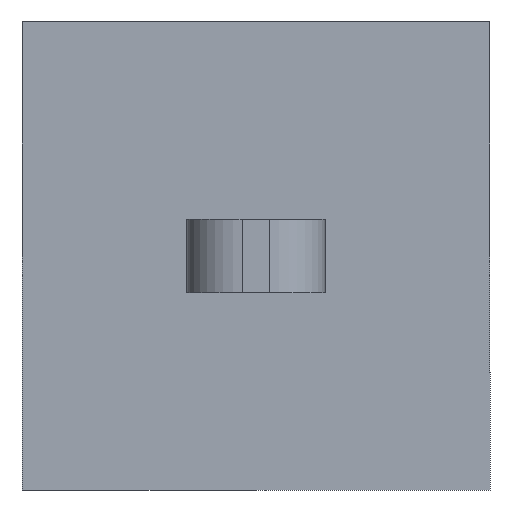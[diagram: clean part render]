
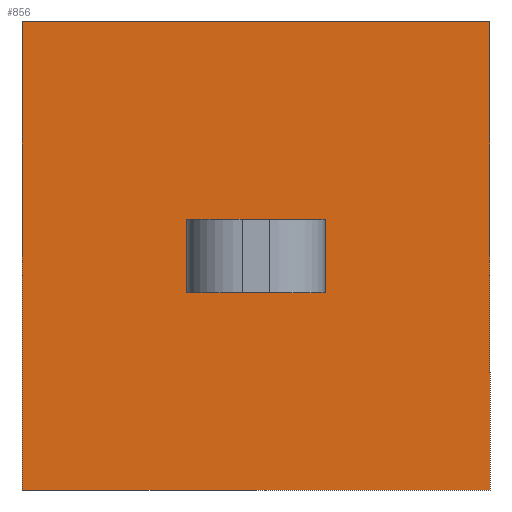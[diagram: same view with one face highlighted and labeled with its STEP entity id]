
A CAD part, front view. The second image highlights one B-rep face of the part: STEP entity #856.
In plain terms, the highlighted planar face has unit normal (0, -1, 0).
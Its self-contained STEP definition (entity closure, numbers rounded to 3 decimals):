
#34 = ORIENTED_EDGE ( 'NONE', *, *, #577, .F. ) ;
#37 = EDGE_CURVE ( 'NONE', #359, #700, #196, .T. ) ;
#40 = FACE_OUTER_BOUND ( 'NONE', #943, .T. ) ;
#63 = DIRECTION ( 'NONE',  ( -1., 0., 0. ) ) ;
#66 = VECTOR ( 'NONE', #540, 1000. ) ;
#151 = EDGE_CURVE ( 'NONE', #306, #370, #152, .T. ) ;
#152 = LINE ( 'NONE', #726, #705 ) ;
#165 = ORIENTED_EDGE ( 'NONE', *, *, #213, .F. ) ;
#167 = ORIENTED_EDGE ( 'NONE', *, *, #201, .F. ) ;
#170 = CARTESIAN_POINT ( 'NONE',  ( -3.435, 0., -0.2 ) ) ;
#172 = VECTOR ( 'NONE', #340, 1000. ) ;
#196 = LINE ( 'NONE', #704, #172 ) ;
#199 = VERTEX_POINT ( 'NONE', #221 ) ;
#201 = EDGE_CURVE ( 'NONE', #797, #700, #835, .T. ) ;
#213 = EDGE_CURVE ( 'NONE', #370, #281, #724, .T. ) ;
#221 = CARTESIAN_POINT ( 'NONE',  ( -4.185, 0., -0.2 ) ) ;
#240 = CARTESIAN_POINT ( 'NONE',  ( -5.08, 0., -1.27 ) ) ;
#241 = AXIS2_PLACEMENT_3D ( 'NONE', #867, #272, #788 ) ;
#263 = EDGE_CURVE ( 'NONE', #797, #739, #506, .T. ) ;
#272 = DIRECTION ( 'NONE',  ( 0., 1., 0. ) ) ;
#281 = VERTEX_POINT ( 'NONE', #771 ) ;
#288 = LINE ( 'NONE', #839, #733 ) ;
#301 = CARTESIAN_POINT ( 'NONE',  ( -7.87, 0., -1.27 ) ) ;
#306 = VERTEX_POINT ( 'NONE', #170 ) ;
#335 = CARTESIAN_POINT ( 'NONE',  ( -3.435, 0., 0.2 ) ) ;
#338 = LINE ( 'NONE', #775, #855 ) ;
#340 = DIRECTION ( 'NONE',  ( 0., 0., -1. ) ) ;
#346 = CARTESIAN_POINT ( 'NONE',  ( -2.54, 0., 1.27 ) ) ;
#355 = EDGE_CURVE ( 'NONE', #359, #739, #418, .T. ) ;
#359 = VERTEX_POINT ( 'NONE', #708 ) ;
#370 = VERTEX_POINT ( 'NONE', #335 ) ;
#401 = EDGE_CURVE ( 'NONE', #281, #199, #338, .T. ) ;
#414 = CARTESIAN_POINT ( 'NONE',  ( -2.54, 0., -1.27 ) ) ;
#418 = LINE ( 'NONE', #562, #666 ) ;
#461 = DIRECTION ( 'NONE',  ( -1., 0., 0. ) ) ;
#506 = LINE ( 'NONE', #688, #66 ) ;
#540 = DIRECTION ( 'NONE',  ( 0., 0., 1. ) ) ;
#562 = CARTESIAN_POINT ( 'NONE',  ( -7.87, 0., 1.27 ) ) ;
#566 = EDGE_LOOP ( 'NONE', ( #650, #34, #617, #165 ) ) ;
#577 = EDGE_CURVE ( 'NONE', #199, #306, #288, .T. ) ;
#602 = DIRECTION ( 'NONE',  ( 0., 0., 1. ) ) ;
#617 = ORIENTED_EDGE ( 'NONE', *, *, #401, .F. ) ;
#624 = VECTOR ( 'NONE', #461, 1000. ) ;
#628 = ORIENTED_EDGE ( 'NONE', *, *, #355, .F. ) ;
#650 = ORIENTED_EDGE ( 'NONE', *, *, #151, .F. ) ;
#660 = ORIENTED_EDGE ( 'NONE', *, *, #263, .T. ) ;
#666 = VECTOR ( 'NONE', #781, 1000. ) ;
#688 = CARTESIAN_POINT ( 'NONE',  ( -2.54, 0., 0. ) ) ;
#700 = VERTEX_POINT ( 'NONE', #240 ) ;
#704 = CARTESIAN_POINT ( 'NONE',  ( -5.08, 0., 0. ) ) ;
#705 = VECTOR ( 'NONE', #602, 1000. ) ;
#708 = CARTESIAN_POINT ( 'NONE',  ( -5.08, 0., 1.27 ) ) ;
#716 = PLANE ( 'NONE',  #241 ) ;
#724 = LINE ( 'NONE', #973, #904 ) ;
#726 = CARTESIAN_POINT ( 'NONE',  ( -3.435, 0., 0.2 ) ) ;
#733 = VECTOR ( 'NONE', #760, 1000. ) ;
#739 = VERTEX_POINT ( 'NONE', #346 ) ;
#760 = DIRECTION ( 'NONE',  ( 1., 0., 0. ) ) ;
#771 = CARTESIAN_POINT ( 'NONE',  ( -4.185, 0., 0.2 ) ) ;
#775 = CARTESIAN_POINT ( 'NONE',  ( -4.185, 0., 0.2 ) ) ;
#781 = DIRECTION ( 'NONE',  ( 1., 0., 0. ) ) ;
#788 = DIRECTION ( 'NONE',  ( 0., 0., 1. ) ) ;
#797 = VERTEX_POINT ( 'NONE', #414 ) ;
#835 = LINE ( 'NONE', #301, #624 ) ;
#839 = CARTESIAN_POINT ( 'NONE',  ( -4.185, 0., -0.2 ) ) ;
#849 = ORIENTED_EDGE ( 'NONE', *, *, #37, .T. ) ;
#855 = VECTOR ( 'NONE', #935, 1000. ) ;
#856 = ADVANCED_FACE ( 'NONE', ( #40, #868 ), #716, .F. ) ;
#867 = CARTESIAN_POINT ( 'NONE',  ( 0., 0., 0. ) ) ;
#868 = FACE_BOUND ( 'NONE', #566, .T. ) ;
#904 = VECTOR ( 'NONE', #63, 1000. ) ;
#935 = DIRECTION ( 'NONE',  ( 0., 0., -1. ) ) ;
#943 = EDGE_LOOP ( 'NONE', ( #628, #849, #167, #660 ) ) ;
#973 = CARTESIAN_POINT ( 'NONE',  ( -4.185, 0., 0.2 ) ) ;
